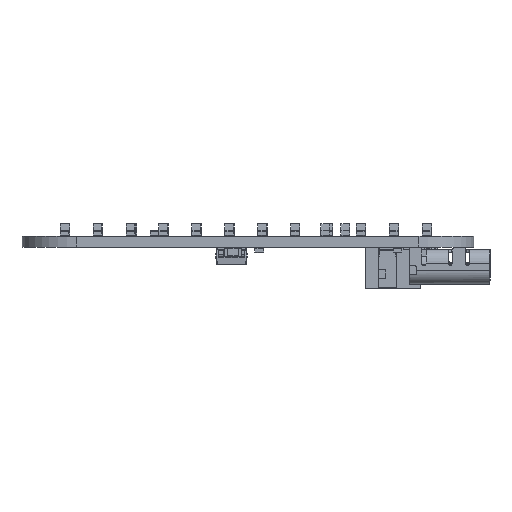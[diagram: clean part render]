
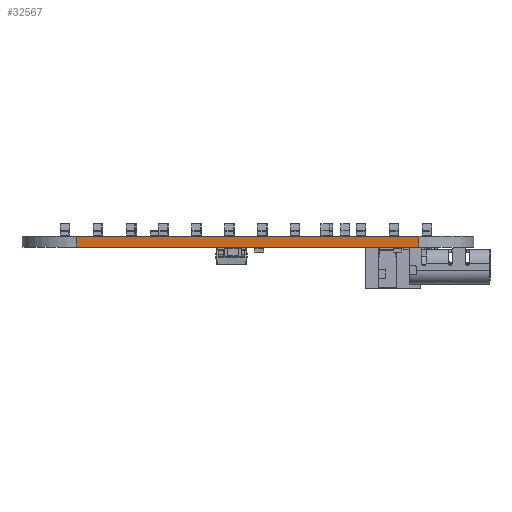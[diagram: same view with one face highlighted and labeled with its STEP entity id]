
A CAD part, left-side view. The second image highlights one B-rep face of the part: STEP entity #32567.
In plain terms, the highlighted planar face has unit normal (-1, 0, 0).
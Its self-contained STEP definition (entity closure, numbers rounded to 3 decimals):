
#30841 = VERTEX_POINT('',#30842);
#30842 = CARTESIAN_POINT('',(-34.335,-15.592,0.));
#30849 = EDGE_CURVE('',#30841,#30850,#30852,.T.);
#30850 = VERTEX_POINT('',#30851);
#30851 = CARTESIAN_POINT('',(-34.335,15.592,0.));
#30852 = LINE('',#30853,#30854);
#30853 = CARTESIAN_POINT('',(-34.335,-15.592,0.));
#30854 = VECTOR('',#30855,1.);
#30855 = DIRECTION('',(0.,1.,0.));
#31699 = VERTEX_POINT('',#31700);
#31700 = CARTESIAN_POINT('',(-34.335,-15.592,1.));
#31707 = EDGE_CURVE('',#31699,#31708,#31710,.T.);
#31708 = VERTEX_POINT('',#31709);
#31709 = CARTESIAN_POINT('',(-34.335,15.592,1.));
#31710 = LINE('',#31711,#31712);
#31711 = CARTESIAN_POINT('',(-34.335,-15.592,1.));
#31712 = VECTOR('',#31713,1.);
#31713 = DIRECTION('',(0.,1.,0.));
#32537 = EDGE_CURVE('',#30850,#31708,#32538,.T.);
#32538 = LINE('',#32539,#32540);
#32539 = CARTESIAN_POINT('',(-34.335,15.592,0.));
#32540 = VECTOR('',#32541,1.);
#32541 = DIRECTION('',(0.,0.,1.));
#32567 = ADVANCED_FACE('',(#32568),#32579,.T.);
#32568 = FACE_BOUND('',#32569,.T.);
#32569 = EDGE_LOOP('',(#32570,#32576,#32577,#32578));
#32570 = ORIENTED_EDGE('',*,*,#32571,.T.);
#32571 = EDGE_CURVE('',#30841,#31699,#32572,.T.);
#32572 = LINE('',#32573,#32574);
#32573 = CARTESIAN_POINT('',(-34.335,-15.592,0.));
#32574 = VECTOR('',#32575,1.);
#32575 = DIRECTION('',(0.,0.,1.));
#32576 = ORIENTED_EDGE('',*,*,#31707,.T.);
#32577 = ORIENTED_EDGE('',*,*,#32537,.F.);
#32578 = ORIENTED_EDGE('',*,*,#30849,.F.);
#32579 = PLANE('',#32580);
#32580 = AXIS2_PLACEMENT_3D('',#32581,#32582,#32583);
#32581 = CARTESIAN_POINT('',(-34.335,-15.592,0.));
#32582 = DIRECTION('',(-1.,0.,0.));
#32583 = DIRECTION('',(0.,1.,0.));
